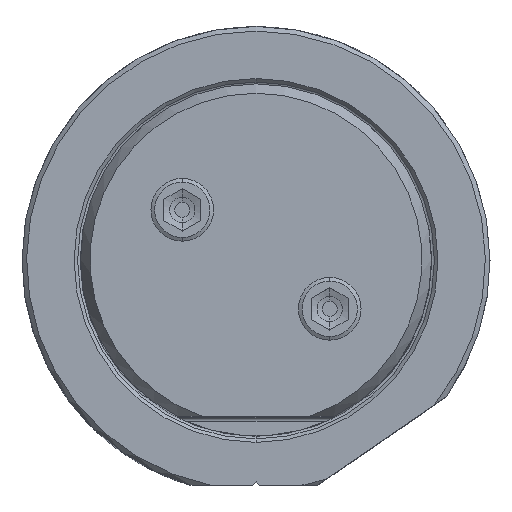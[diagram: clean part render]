
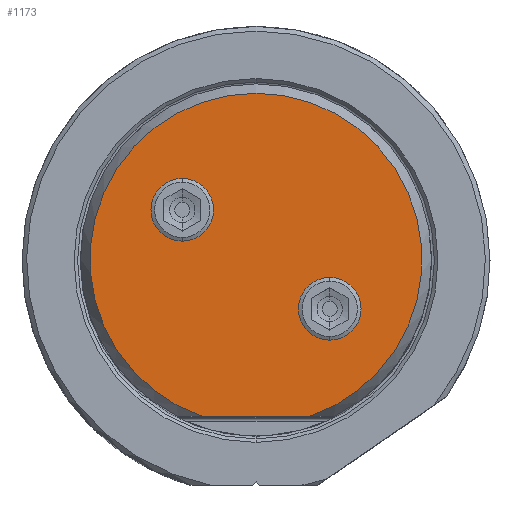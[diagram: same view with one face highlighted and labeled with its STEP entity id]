
A CAD part, top view. The second image highlights one B-rep face of the part: STEP entity #1173.
In plain terms, the highlighted planar face has unit normal (0, 0, 1).
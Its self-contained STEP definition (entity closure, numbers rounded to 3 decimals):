
#151=PLANE('',#6194);
#219=FACE_BOUND('',#1860,.T.);
#220=FACE_BOUND('',#1861,.T.);
#221=FACE_BOUND('',#1862,.T.);
#399=LINE('',#12062,#721);
#721=VECTOR('',#7346,1.);
#1173=ADVANCED_FACE('',(#219,#220,#221),#151,.T.);
#1860=EDGE_LOOP('',(#3107,#3108,#3109));
#1861=EDGE_LOOP('',(#3110,#3111));
#1862=EDGE_LOOP('',(#3112,#3113));
#3107=ORIENTED_EDGE('',*,*,#5044,.T.);
#3108=ORIENTED_EDGE('',*,*,#5047,.F.);
#3109=ORIENTED_EDGE('',*,*,#5045,.T.);
#3110=ORIENTED_EDGE('',*,*,#5050,.T.);
#3111=ORIENTED_EDGE('',*,*,#5051,.T.);
#3112=ORIENTED_EDGE('',*,*,#5052,.T.);
#3113=ORIENTED_EDGE('',*,*,#5053,.T.);
#4339=VERTEX_POINT('',#12052);
#4340=VERTEX_POINT('',#12054);
#4341=VERTEX_POINT('',#12056);
#4342=VERTEX_POINT('',#12069);
#4343=VERTEX_POINT('',#12070);
#4344=VERTEX_POINT('',#12073);
#4345=VERTEX_POINT('',#12074);
#5044=EDGE_CURVE('',#4340,#4339,#5560,.T.);
#5045=EDGE_CURVE('',#4341,#4340,#5561,.T.);
#5047=EDGE_CURVE('',#4341,#4339,#399,.T.);
#5050=EDGE_CURVE('',#4342,#4343,#5562,.T.);
#5051=EDGE_CURVE('',#4343,#4342,#5563,.T.);
#5052=EDGE_CURVE('',#4344,#4345,#5564,.T.);
#5053=EDGE_CURVE('',#4345,#4344,#5565,.T.);
#5560=CIRCLE('',#6184,18.022);
#5561=CIRCLE('',#6185,18.022);
#5562=CIRCLE('',#6190,3.4);
#5563=CIRCLE('',#6191,3.4);
#5564=CIRCLE('',#6192,3.4);
#5565=CIRCLE('',#6193,3.4);
#6184=AXIS2_PLACEMENT_3D('',#12053,#7340,#7341);
#6185=AXIS2_PLACEMENT_3D('',#12055,#7342,#7343);
#6190=AXIS2_PLACEMENT_3D('',#12068,#7355,#7356);
#6191=AXIS2_PLACEMENT_3D('',#12071,#7357,#7358);
#6192=AXIS2_PLACEMENT_3D('',#12072,#7359,#7360);
#6193=AXIS2_PLACEMENT_3D('',#12075,#7361,#7362);
#6194=AXIS2_PLACEMENT_3D('',#12076,#7363,#7364);
#7340=DIRECTION('',(0.,0.,1.));
#7341=DIRECTION('',(0.,1.,0.));
#7342=DIRECTION('',(0.,0.,1.));
#7343=DIRECTION('',(0.324,-0.946,0.));
#7346=DIRECTION('',(-1.,0.,0.));
#7355=DIRECTION('',(0.,0.,-1.));
#7356=DIRECTION('',(1.,0.,0.));
#7357=DIRECTION('',(0.,0.,-1.));
#7358=DIRECTION('',(-1.,0.,0.));
#7359=DIRECTION('',(0.,0.,-1.));
#7360=DIRECTION('',(1.,0.,0.));
#7361=DIRECTION('',(0.,0.,-1.));
#7362=DIRECTION('',(-1.,0.,0.));
#7363=DIRECTION('',(0.,0.,1.));
#7364=DIRECTION('',(1.,0.,0.));
#12052=CARTESIAN_POINT('',(-5.839,-17.05,69.85));
#12053=CARTESIAN_POINT('',(0.,0.,69.85));
#12054=CARTESIAN_POINT('',(0.,18.022,69.85));
#12055=CARTESIAN_POINT('',(0.,0.,69.85));
#12056=CARTESIAN_POINT('',(5.839,-17.05,69.85));
#12062=CARTESIAN_POINT('',(5.839,-17.05,69.85));
#12068=CARTESIAN_POINT('',(8.003,-5.374,69.85));
#12069=CARTESIAN_POINT('',(11.403,-5.374,69.85));
#12070=CARTESIAN_POINT('',(4.603,-5.374,69.85));
#12071=CARTESIAN_POINT('',(8.003,-5.374,69.85));
#12072=CARTESIAN_POINT('',(-8.003,5.374,69.85));
#12073=CARTESIAN_POINT('',(-4.603,5.374,69.85));
#12074=CARTESIAN_POINT('',(-11.403,5.374,69.85));
#12075=CARTESIAN_POINT('',(-8.003,5.374,69.85));
#12076=CARTESIAN_POINT('',(0.,0.486,69.85));
